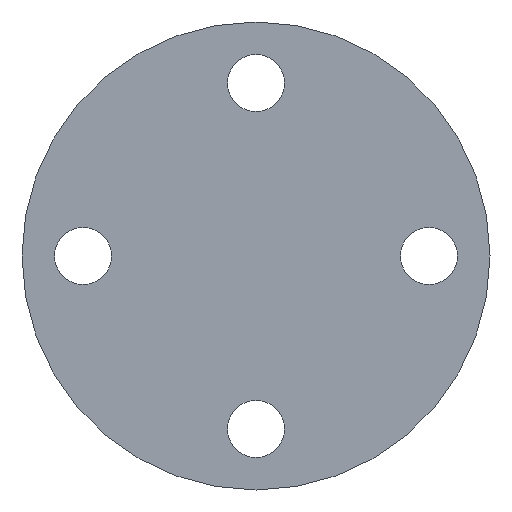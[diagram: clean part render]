
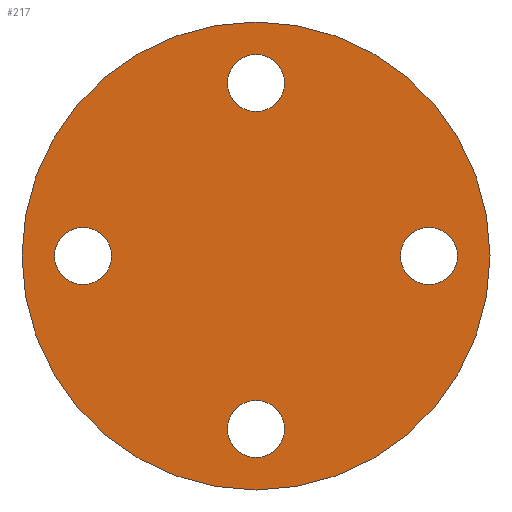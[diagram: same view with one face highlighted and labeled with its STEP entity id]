
A CAD part, front view. The second image highlights one B-rep face of the part: STEP entity #217.
In plain terms, the highlighted planar face has unit normal (0, -1, 0).
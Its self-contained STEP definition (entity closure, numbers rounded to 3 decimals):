
#5 = AXIS2_PLACEMENT_3D ( 'NONE', #133, #326, #560 ) ;
#12 = ORIENTED_EDGE ( 'NONE', *, *, #395, .T. ) ;
#21 = EDGE_LOOP ( 'NONE', ( #462, #293 ) ) ;
#33 = CARTESIAN_POINT ( 'NONE',  ( 0., 0., 49.5 ) ) ;
#38 = CARTESIAN_POINT ( 'NONE',  ( 0., 0., -57.5 ) ) ;
#54 = DIRECTION ( 'NONE',  ( 0., 0., 1. ) ) ;
#59 = AXIS2_PLACEMENT_3D ( 'NONE', #521, #130, #78 ) ;
#72 = ORIENTED_EDGE ( 'NONE', *, *, #477, .T. ) ;
#74 = VERTEX_POINT ( 'NONE', #618 ) ;
#76 = AXIS2_PLACEMENT_3D ( 'NONE', #79, #318, #463 ) ;
#78 = DIRECTION ( 'NONE',  ( 0., 0., 1. ) ) ;
#79 = CARTESIAN_POINT ( 'NONE',  ( 0., 0., 42.5 ) ) ;
#81 = CIRCLE ( 'NONE', #92, 7. ) ;
#91 = CARTESIAN_POINT ( 'NONE',  ( 42.5, 0., -7. ) ) ;
#92 = AXIS2_PLACEMENT_3D ( 'NONE', #354, #594, #495 ) ;
#96 = ORIENTED_EDGE ( 'NONE', *, *, #428, .T. ) ;
#97 = CARTESIAN_POINT ( 'NONE',  ( 0., 0., 0. ) ) ;
#108 = VERTEX_POINT ( 'NONE', #231 ) ;
#110 = CARTESIAN_POINT ( 'NONE',  ( -42.5, 0., -7. ) ) ;
#111 = DIRECTION ( 'NONE',  ( 0., 1., 0. ) ) ;
#117 = EDGE_CURVE ( 'NONE', #74, #410, #519, .T. ) ;
#120 = VERTEX_POINT ( 'NONE', #38 ) ;
#128 = CARTESIAN_POINT ( 'NONE',  ( 0., 0., -35.5 ) ) ;
#130 = DIRECTION ( 'NONE',  ( 0., 1., 0. ) ) ;
#133 = CARTESIAN_POINT ( 'NONE',  ( 0., 0., 42.5 ) ) ;
#144 = CARTESIAN_POINT ( 'NONE',  ( 42.5, 0., 0. ) ) ;
#146 = AXIS2_PLACEMENT_3D ( 'NONE', #97, #483, #291 ) ;
#159 = DIRECTION ( 'NONE',  ( 0., 0., 1. ) ) ;
#175 = CIRCLE ( 'NONE', #5, 7. ) ;
#191 = EDGE_CURVE ( 'NONE', #475, #120, #221, .T. ) ;
#200 = CARTESIAN_POINT ( 'NONE',  ( 42.5, 0., 7. ) ) ;
#203 = DIRECTION ( 'NONE',  ( 0., 1., 0. ) ) ;
#216 = VERTEX_POINT ( 'NONE', #110 ) ;
#217 = ADVANCED_FACE ( 'NONE', ( #491, #384, #575, #537, #430 ), #624, .F. ) ;
#221 = CIRCLE ( 'NONE', #146, 57.5 ) ;
#230 = DIRECTION ( 'NONE',  ( 0., 0., 1. ) ) ;
#231 = CARTESIAN_POINT ( 'NONE',  ( -42.5, 0., 7. ) ) ;
#233 = AXIS2_PLACEMENT_3D ( 'NONE', #426, #239, #518 ) ;
#235 = EDGE_CURVE ( 'NONE', #120, #475, #415, .T. ) ;
#239 = DIRECTION ( 'NONE',  ( 0., 1., 0. ) ) ;
#249 = EDGE_LOOP ( 'NONE', ( #488, #471 ) ) ;
#250 = DIRECTION ( 'NONE',  ( 0., 0., 1. ) ) ;
#255 = AXIS2_PLACEMENT_3D ( 'NONE', #582, #484, #159 ) ;
#264 = EDGE_LOOP ( 'NONE', ( #96, #555 ) ) ;
#270 = VERTEX_POINT ( 'NONE', #200 ) ;
#281 = ORIENTED_EDGE ( 'NONE', *, *, #319, .T. ) ;
#291 = DIRECTION ( 'NONE',  ( 0., 0., 1. ) ) ;
#292 = CARTESIAN_POINT ( 'NONE',  ( 0., 0., -49.5 ) ) ;
#293 = ORIENTED_EDGE ( 'NONE', *, *, #191, .F. ) ;
#299 = CARTESIAN_POINT ( 'NONE',  ( 0., 0., 0. ) ) ;
#312 = ORIENTED_EDGE ( 'NONE', *, *, #377, .T. ) ;
#315 = CIRCLE ( 'NONE', #398, 7. ) ;
#318 = DIRECTION ( 'NONE',  ( 0., 1., 0. ) ) ;
#319 = EDGE_CURVE ( 'NONE', #503, #390, #81, .T. ) ;
#326 = DIRECTION ( 'NONE',  ( 0., 1., 0. ) ) ;
#331 = CARTESIAN_POINT ( 'NONE',  ( 0., 0., 57.5 ) ) ;
#336 = CARTESIAN_POINT ( 'NONE',  ( 0., 0., 0. ) ) ;
#354 = CARTESIAN_POINT ( 'NONE',  ( 0., 0., -42.5 ) ) ;
#374 = DIRECTION ( 'NONE',  ( 0., 1., 0. ) ) ;
#377 = EDGE_CURVE ( 'NONE', #390, #503, #505, .T. ) ;
#384 = FACE_BOUND ( 'NONE', #264, .T. ) ;
#390 = VERTEX_POINT ( 'NONE', #128 ) ;
#395 = EDGE_CURVE ( 'NONE', #216, #108, #413, .T. ) ;
#397 = AXIS2_PLACEMENT_3D ( 'NONE', #619, #374, #230 ) ;
#398 = AXIS2_PLACEMENT_3D ( 'NONE', #144, #111, #432 ) ;
#410 = VERTEX_POINT ( 'NONE', #33 ) ;
#413 = CIRCLE ( 'NONE', #233, 7. ) ;
#415 = CIRCLE ( 'NONE', #628, 57.5 ) ;
#426 = CARTESIAN_POINT ( 'NONE',  ( -42.5, 0., 0. ) ) ;
#428 = EDGE_CURVE ( 'NONE', #410, #74, #175, .T. ) ;
#430 = FACE_OUTER_BOUND ( 'NONE', #21, .T. ) ;
#432 = DIRECTION ( 'NONE',  ( 0., 0., 1. ) ) ;
#445 = CIRCLE ( 'NONE', #255, 7. ) ;
#462 = ORIENTED_EDGE ( 'NONE', *, *, #235, .F. ) ;
#463 = DIRECTION ( 'NONE',  ( 0., 0., 1. ) ) ;
#466 = AXIS2_PLACEMENT_3D ( 'NONE', #336, #203, #54 ) ;
#471 = ORIENTED_EDGE ( 'NONE', *, *, #572, .T. ) ;
#475 = VERTEX_POINT ( 'NONE', #331 ) ;
#477 = EDGE_CURVE ( 'NONE', #108, #216, #494, .T. ) ;
#483 = DIRECTION ( 'NONE',  ( 0., 1., 0. ) ) ;
#484 = DIRECTION ( 'NONE',  ( 0., 1., 0. ) ) ;
#488 = ORIENTED_EDGE ( 'NONE', *, *, #627, .T. ) ;
#490 = VERTEX_POINT ( 'NONE', #91 ) ;
#491 = FACE_BOUND ( 'NONE', #249, .T. ) ;
#494 = CIRCLE ( 'NONE', #59, 7. ) ;
#495 = DIRECTION ( 'NONE',  ( 0., 0., 1. ) ) ;
#503 = VERTEX_POINT ( 'NONE', #292 ) ;
#505 = CIRCLE ( 'NONE', #397, 7. ) ;
#518 = DIRECTION ( 'NONE',  ( 0., 0., 1. ) ) ;
#519 = CIRCLE ( 'NONE', #76, 7. ) ;
#521 = CARTESIAN_POINT ( 'NONE',  ( -42.5, 0., 0. ) ) ;
#537 = FACE_BOUND ( 'NONE', #591, .T. ) ;
#547 = EDGE_LOOP ( 'NONE', ( #72, #12 ) ) ;
#555 = ORIENTED_EDGE ( 'NONE', *, *, #117, .T. ) ;
#560 = DIRECTION ( 'NONE',  ( 0., 0., 1. ) ) ;
#572 = EDGE_CURVE ( 'NONE', #490, #270, #315, .T. ) ;
#575 = FACE_BOUND ( 'NONE', #547, .T. ) ;
#582 = CARTESIAN_POINT ( 'NONE',  ( 42.5, 0., 0. ) ) ;
#591 = EDGE_LOOP ( 'NONE', ( #312, #281 ) ) ;
#594 = DIRECTION ( 'NONE',  ( 0., 1., 0. ) ) ;
#618 = CARTESIAN_POINT ( 'NONE',  ( 0., 0., 35.5 ) ) ;
#619 = CARTESIAN_POINT ( 'NONE',  ( 0., 0., -42.5 ) ) ;
#624 = PLANE ( 'NONE',  #466 ) ;
#627 = EDGE_CURVE ( 'NONE', #270, #490, #445, .T. ) ;
#628 = AXIS2_PLACEMENT_3D ( 'NONE', #299, #629, #250 ) ;
#629 = DIRECTION ( 'NONE',  ( 0., 1., 0. ) ) ;
